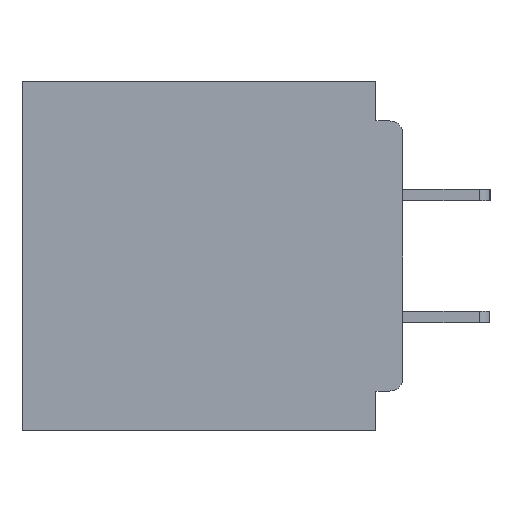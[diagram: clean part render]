
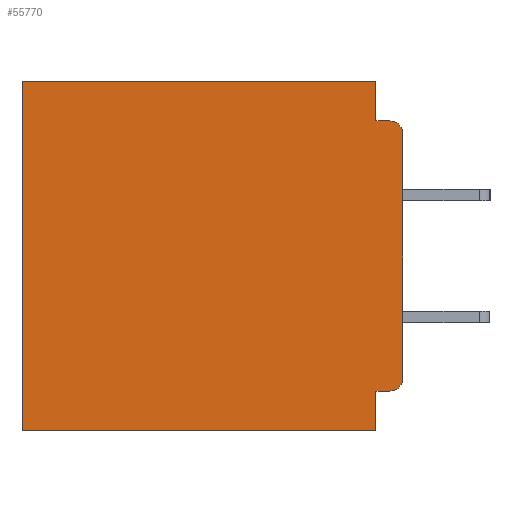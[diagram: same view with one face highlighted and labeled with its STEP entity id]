
A CAD part, left-side view. The second image highlights one B-rep face of the part: STEP entity #55770.
In plain terms, the highlighted planar face has unit normal (-1, 0, 0).
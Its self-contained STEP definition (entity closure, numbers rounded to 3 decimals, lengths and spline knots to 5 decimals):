
#766 = CARTESIAN_POINT ( 'NONE',  ( 0.3, 0.031, -0.4 ) ) ;
#1077 = LINE ( 'NONE', #7507, #39566 ) ;
#1685 = DIRECTION ( 'NONE',  ( -1., 0., 0. ) ) ;
#1762 = ORIENTED_EDGE ( 'NONE', *, *, #60125, .F. ) ;
#1995 = ORIENTED_EDGE ( 'NONE', *, *, #15001, .F. ) ;
#2212 = CARTESIAN_POINT ( 'NONE',  ( 0.3, 0., -0.4 ) ) ;
#3289 = LINE ( 'NONE', #19342, #40178 ) ;
#3542 = CARTESIAN_POINT ( 'NONE',  ( 0.3, 0.031, -0.4 ) ) ;
#3735 = VERTEX_POINT ( 'NONE', #24977 ) ;
#4706 = CARTESIAN_POINT ( 'NONE',  ( 0.3, 0., -0.4 ) ) ;
#5519 = LINE ( 'NONE', #766, #43819 ) ;
#6026 = DIRECTION ( 'NONE',  ( 0., -1., 0. ) ) ;
#6658 = ORIENTED_EDGE ( 'NONE', *, *, #54575, .T. ) ;
#7507 = CARTESIAN_POINT ( 'NONE',  ( 0.3, 0., 0. ) ) ;
#7561 = CARTESIAN_POINT ( 'NONE',  ( 0.3, 0.015, -0.355 ) ) ;
#8082 = CARTESIAN_POINT ( 'NONE',  ( 0.3, 0.031, -0.355 ) ) ;
#8421 = ORIENTED_EDGE ( 'NONE', *, *, #51365, .T. ) ;
#9108 = CARTESIAN_POINT ( 'NONE',  ( 0.3, 0.015, -0.045 ) ) ;
#9564 = ORIENTED_EDGE ( 'NONE', *, *, #33136, .F. ) ;
#9572 = DIRECTION ( 'NONE',  ( 0., 1., 0. ) ) ;
#11395 = EDGE_CURVE ( 'NONE', #31542, #40864, #60793, .T. ) ;
#11553 = LINE ( 'NONE', #48399, #39724 ) ;
#12557 = DIRECTION ( 'NONE',  ( 0., 1., 0. ) ) ;
#13583 = EDGE_CURVE ( 'NONE', #35200, #23239, #37364, .T. ) ;
#15001 = EDGE_CURVE ( 'NONE', #36697, #23239, #42573, .T. ) ;
#17264 = ORIENTED_EDGE ( 'NONE', *, *, #29623, .F. ) ;
#18317 = DIRECTION ( 'NONE',  ( 0., 0., -1. ) ) ;
#18385 = DIRECTION ( 'NONE',  ( 0., 0., -1. ) ) ;
#19342 = CARTESIAN_POINT ( 'NONE',  ( 0.3, 0.437, -0.4 ) ) ;
#19722 = VECTOR ( 'NONE', #38963, 39.37008 ) ;
#20632 = VERTEX_POINT ( 'NONE', #44518 ) ;
#21821 = ORIENTED_EDGE ( 'NONE', *, *, #42126, .F. ) ;
#23239 = VERTEX_POINT ( 'NONE', #9108 ) ;
#24156 = VERTEX_POINT ( 'NONE', #41811 ) ;
#24977 = CARTESIAN_POINT ( 'NONE',  ( 0.3, 0.437, -0.4 ) ) ;
#25653 = CARTESIAN_POINT ( 'NONE',  ( 0.3, 0., -0.4 ) ) ;
#25685 = VECTOR ( 'NONE', #35708, 39.37008 ) ;
#27310 = PLANE ( 'NONE',  #31836 ) ;
#27675 = CARTESIAN_POINT ( 'NONE',  ( 0.3, 0.015, -0.06 ) ) ;
#28658 = ORIENTED_EDGE ( 'NONE', *, *, #59864, .F. ) ;
#29364 = VECTOR ( 'NONE', #6026, 39.37008 ) ;
#29623 = EDGE_CURVE ( 'NONE', #43793, #54060, #5519, .T. ) ;
#30874 = ORIENTED_EDGE ( 'NONE', *, *, #11395, .T. ) ;
#31542 = VERTEX_POINT ( 'NONE', #7561 ) ;
#31816 = CARTESIAN_POINT ( 'NONE',  ( 0.3, 0.015, -0.34 ) ) ;
#31836 = AXIS2_PLACEMENT_3D ( 'NONE', #2212, #48108, #18317 ) ;
#32713 = DIRECTION ( 'NONE',  ( 0., 0., -1. ) ) ;
#33136 = EDGE_CURVE ( 'NONE', #54060, #3735, #33275, .T. ) ;
#33275 = LINE ( 'NONE', #4706, #59541 ) ;
#33544 = LINE ( 'NONE', #25653, #25685 ) ;
#33970 = CARTESIAN_POINT ( 'NONE',  ( 0.3, 0., -0.355 ) ) ;
#35200 = VERTEX_POINT ( 'NONE', #47917 ) ;
#35708 = DIRECTION ( 'NONE',  ( 0., 0., -1. ) ) ;
#36697 = VERTEX_POINT ( 'NONE', #64538 ) ;
#36840 = DIRECTION ( 'NONE',  ( 0., 0., -1. ) ) ;
#37364 = CIRCLE ( 'NONE', #57265, 0.015 ) ;
#38963 = DIRECTION ( 'NONE',  ( 0., 1., 0. ) ) ;
#39566 = VECTOR ( 'NONE', #12557, 39.37008 ) ;
#39724 = VECTOR ( 'NONE', #18385, 39.37008 ) ;
#40178 = VECTOR ( 'NONE', #49121, 39.37008 ) ;
#40864 = VERTEX_POINT ( 'NONE', #53927 ) ;
#40908 = DIRECTION ( 'NONE',  ( 0., 0., -1. ) ) ;
#41811 = CARTESIAN_POINT ( 'NONE',  ( 0.3, 0.437, 0. ) ) ;
#42126 = EDGE_CURVE ( 'NONE', #31542, #43793, #60848, .T. ) ;
#42573 = LINE ( 'NONE', #54560, #29364 ) ;
#43793 = VERTEX_POINT ( 'NONE', #8082 ) ;
#43819 = VECTOR ( 'NONE', #40908, 39.37008 ) ;
#44006 = FACE_OUTER_BOUND ( 'NONE', #62875, .T. ) ;
#44518 = CARTESIAN_POINT ( 'NONE',  ( 0.3, 0.031, 0. ) ) ;
#45212 = AXIS2_PLACEMENT_3D ( 'NONE', #31816, #1685, #36840 ) ;
#46999 = ORIENTED_EDGE ( 'NONE', *, *, #13583, .T. ) ;
#47917 = CARTESIAN_POINT ( 'NONE',  ( 0.3, 0., -0.06 ) ) ;
#48108 = DIRECTION ( 'NONE',  ( 1., 0., 0. ) ) ;
#48399 = CARTESIAN_POINT ( 'NONE',  ( 0.3, 0.031, 0. ) ) ;
#49121 = DIRECTION ( 'NONE',  ( 0., 0., -1. ) ) ;
#51365 = EDGE_CURVE ( 'NONE', #24156, #3735, #3289, .T. ) ;
#53927 = CARTESIAN_POINT ( 'NONE',  ( 0.3, 0., -0.34 ) ) ;
#54060 = VERTEX_POINT ( 'NONE', #3542 ) ;
#54560 = CARTESIAN_POINT ( 'NONE',  ( 0.3, 0., -0.045 ) ) ;
#54575 = EDGE_CURVE ( 'NONE', #20632, #24156, #1077, .T. ) ;
#55770 = ADVANCED_FACE ( 'NONE', ( #44006 ), #27310, .F. ) ;
#57265 = AXIS2_PLACEMENT_3D ( 'NONE', #27675, #62272, #32713 ) ;
#59541 = VECTOR ( 'NONE', #9572, 39.37008 ) ;
#59864 = EDGE_CURVE ( 'NONE', #35200, #40864, #33544, .T. ) ;
#60125 = EDGE_CURVE ( 'NONE', #20632, #36697, #11553, .T. ) ;
#60793 = CIRCLE ( 'NONE', #45212, 0.015 ) ;
#60848 = LINE ( 'NONE', #33970, #19722 ) ;
#62272 = DIRECTION ( 'NONE',  ( -1., 0., 0. ) ) ;
#62875 = EDGE_LOOP ( 'NONE', ( #28658, #46999, #1995, #1762, #6658, #8421, #9564, #17264, #21821, #30874 ) ) ;
#64538 = CARTESIAN_POINT ( 'NONE',  ( 0.3, 0.031, -0.045 ) ) ;
